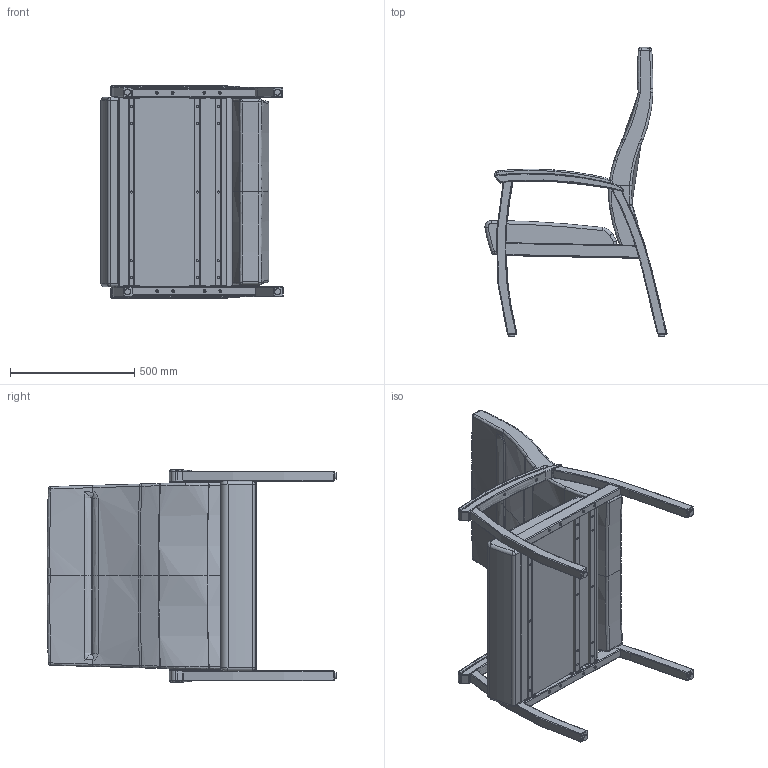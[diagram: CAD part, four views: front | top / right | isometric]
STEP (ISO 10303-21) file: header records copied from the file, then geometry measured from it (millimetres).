
FILE_DESCRIPTION(/* description */ (''),/* implementation_level */ '2;1');
FILE_NAME(/* name */ 'KOW10BHU.stp',/* time_stamp */ '2017-01-06T08:48:12-05:00',/* author */ ('EMerkel'),/* organization */ (''),/* preprocessor_version */ 'ST-DEVELOPER v16.5',/* originating_system */ 'Autodesk Inventor 2017',/* authorisation */ '');
FILE_SCHEMA (('AUTOMOTIVE_DESIGN { 1 0 10303 214 3 1 1 }'));
Products named in the file (16): KOW10BHU; KOW10-1 ARML; KOW10-1 ARML_1; KOW10-1 ARMR; KOW10 ARM TOP; KOW10 ARMR CENTER RAIL RIGHT; KOW10-1 ARMR FRONT RAIL; KOW10-1 ARMR BACK RAIL; SK142020HD INSERT NUT; GLD WHT 5-16; KOT10B-1 USEAT; KOT10BH UBACK; STUBE1.5X30; TUBE1.5X30; STUBE PLT; CM10B-1 MAC BLK (ADJUSTED TO KOW10)
Assembly tree (35 placements, depth 3):
  KOW10BHU
    KOW10-1 ARML
      GLD WHT 5-16  x2
      KOW10-1 ARML_1
    KOW10-1 ARMR
      KOW10 ARM TOP
      KOW10 ARMR CENTER RAIL RIGHT
      KOW10-1 ARMR FRONT RAIL
      KOW10-1 ARMR BACK RAIL
      SK142020HD INSERT NUT  x14
      GLD WHT 5-16  x2
    KOT10B-1 USEAT
    KOT10BH UBACK
    STUBE1.5X30  x3
      TUBE1.5X30
      STUBE PLT
    CM10B-1 MAC BLK (ADJUSTED TO KOW10)  x2
Bounding box: 731.66 x 1163.86 x 853.25 mm (x, y, z)
Volume: 102876552.6 mm3; surface area: 4045750.8 mm2
Topology: 53 solids, 53 shells, 1599 faces, 3855 edges, 2412 vertices
Faces by surface type: plane 663, cylinder 587, bspline 211, torus 118, sphere 16, cone 4
Full cylindrical faces by diameter (mm): 6.35 x28, 7.137 x24, 7.144 x4, 7.938 x22, 8.733 x4, 8.738 x30, 9.5 x224, 9.922 x8, 11.906 x4, 12.7 x6, 14.287 x4, 25.4 x4
Entity records: 52570 total; most frequent: CARTESIAN_POINT 30576, DIRECTION 4568, ORIENTED_EDGE 4082, EDGE_CURVE 2041, AXIS2_PLACEMENT_3D 1878, VERTEX_POINT 1296, EDGE_LOOP 1189, FACE_OUTER_BOUND 962
